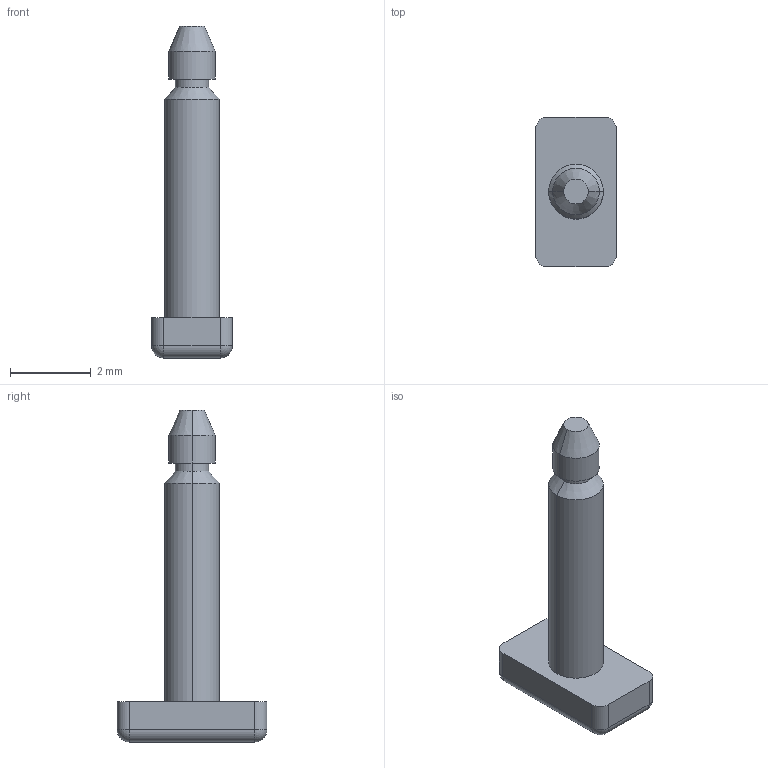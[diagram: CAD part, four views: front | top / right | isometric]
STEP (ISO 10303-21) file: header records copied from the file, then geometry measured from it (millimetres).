
FILE_DESCRIPTION (( 'STEP AP214' ), '1' );
FILE_NAME ('566-200-100.STEP', '2020-09-17T19:17:34', ( '' ), ( '' ), 'SwSTEP 2.0', 'SolidWorks 2020', '' );
FILE_SCHEMA (( 'AUTOMOTIVE_DESIGN' ));
Length unit declared in the file: millimetre
Products named in the file (1): 566-200-100
Bounding box: 2 x 3.7 x 8.2 mm (x, y, z)
Volume: 16.1 mm3; surface area: 53.2 mm2
Topology: 1 solids, 1 shells, 34 faces, 73 edges, 40 vertices
Faces by surface type: cylinder 14, plane 9, cone 7, sphere 4
Entity records: 919 total; most frequent: DIRECTION 175, CARTESIAN_POINT 144, ORIENTED_EDGE 138, AXIS2_PLACEMENT_3D 71, EDGE_CURVE 69, VERTEX_POINT 40, EDGE_LOOP 37, CIRCLE 36
